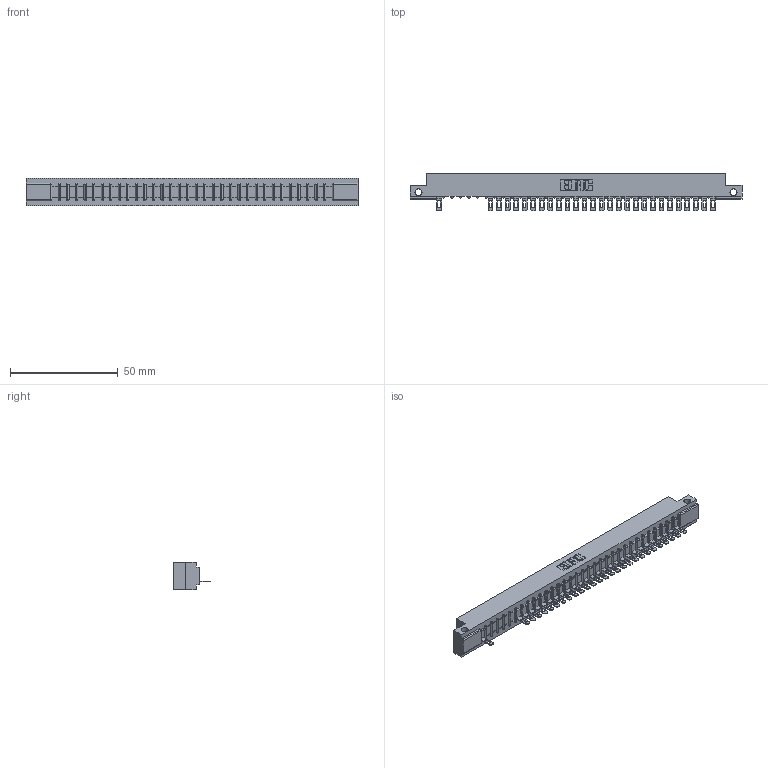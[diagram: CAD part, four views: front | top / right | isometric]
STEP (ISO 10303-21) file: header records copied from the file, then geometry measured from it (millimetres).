
FILE_DESCRIPTION (( 'STEP AP203' ), '1' );
FILE_NAME ('357-033-501-112.STEP', '2018-08-10T01:21:25', ( '' ), ( '' ), 'SwSTEP 2.0', 'SolidWorks 2016', '' );
FILE_SCHEMA (( 'CONFIG_CONTROL_DESIGN' ));
Length unit declared in the file: inch
Products named in the file (3): 307 Part_.128 Dia Side Mounting Holes; 307-290-002_501; 357-033-501-112
Assembly tree (29 placements, depth 2):
  357-033-501-112
    307 Part_.128 Dia Side Mounting Holes
    307-290-002_501  x28
Bounding box: 153.77 x 17.42 x 12.7 mm (x, y, z)
Volume: 16126 mm3; surface area: 19330.6 mm2
Topology: 29 solids, 29 shells, 2380 faces, 7307 edges, 4778 vertices
Faces by surface type: plane 1362, cylinder 950, sphere 68
Entity records: 30036 total; most frequent: CARTESIAN_POINT 5087, ORIENTED_EDGE 5082, DIRECTION 4945, EDGE_CURVE 2541, LINE 1937, VECTOR 1937, VERTEX_POINT 1646, AXIS2_PLACEMENT_3D 1504
